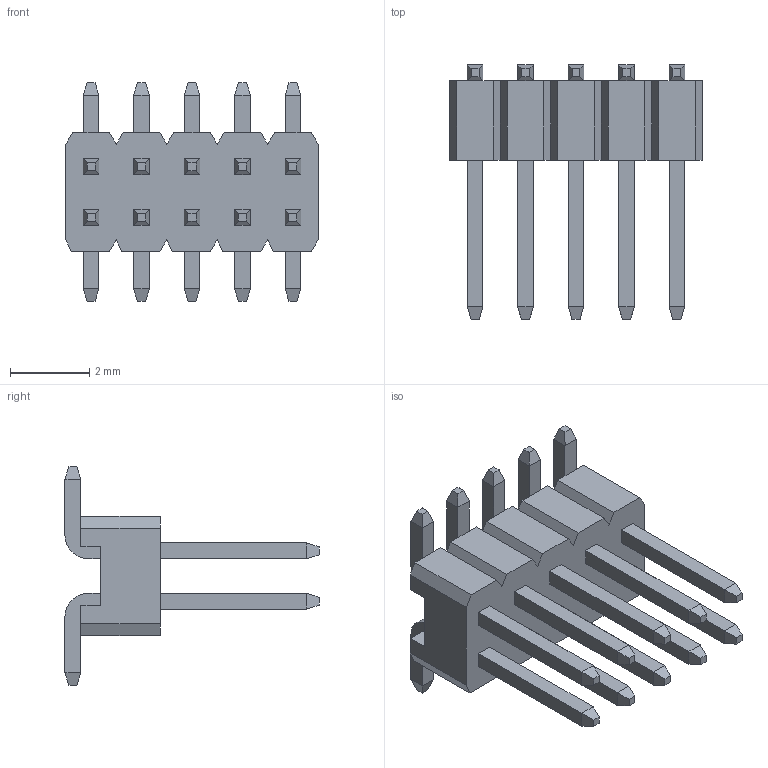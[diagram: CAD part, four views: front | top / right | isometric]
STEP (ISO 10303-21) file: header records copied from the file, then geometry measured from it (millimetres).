
FILE_DESCRIPTION(('STEP AP242'),'1');
FILE_NAME('pin_header_a-sl127-dg-g10mp1.stp','2022-05-28T03:26:16',('TraceParts'),('TraceParts S.A.'),'Spatial InterOp 3D',' ',' ');
FILE_SCHEMA(('AP242_MANAGED_MODEL_BASED_3D_ENGINEERING_MIM_LF {1 0 10303 442 1 1 4}'));
Length unit declared in the file: millimetre
Products named in the file (1): pin_header_a-sl127-dg-g10mp1
Bounding box: 6.35 x 6.4 x 5.5 mm (x, y, z)
Volume: 42.3 mm3; surface area: 175.8 mm2
Topology: 1 solids, 1 shells, 278 faces, 778 edges, 512 vertices
Faces by surface type: plane 268, cylinder 10
Entity records: 10982 total; most frequent: CARTESIAN_POINT 1569, ORIENTED_EDGE 1556, DIRECTION 1356, EDGE_CURVE 778, LINE 758, VECTOR 758, VERTEX_POINT 512, AXIS2_PLACEMENT_3D 299
